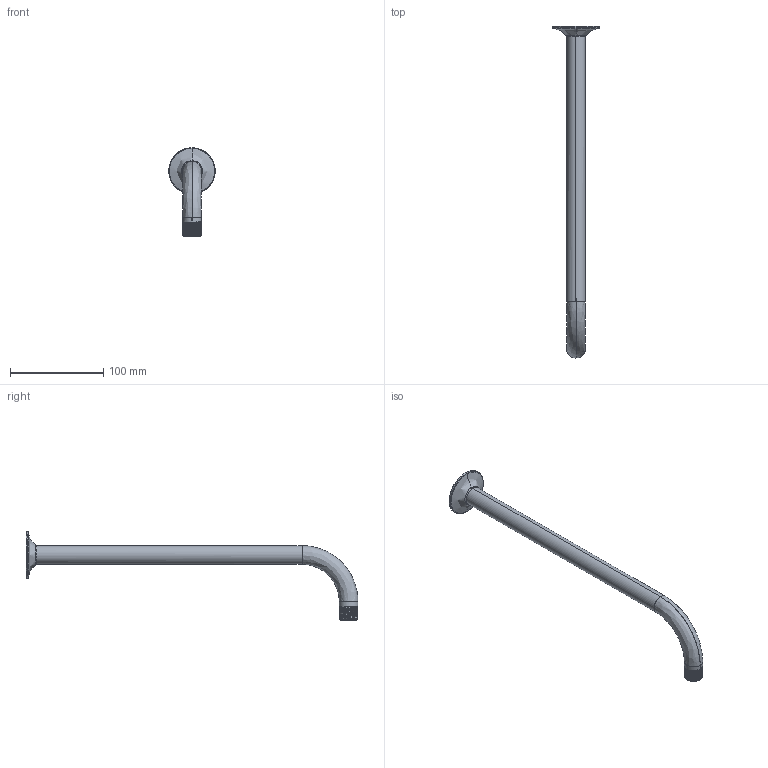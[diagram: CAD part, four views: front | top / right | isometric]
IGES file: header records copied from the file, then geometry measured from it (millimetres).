
Start section:  PTC IGES file: a45515_asm.igs  PTC IGES file: a45615.igs  PTC IGES file: a45652.igs
Global section: file name: 31H; native system: Rhinoceros ( Mar  9 2011 ); preprocessor: Trout Lake IGES 012 Mar  9 2011; date: 140219.123027; units: millimetre
Bounding box: 49.64 x 356.1 x 94.82 mm (x, y, z)
Surface area: 28995.7 mm2 (no closed solid volume)
Topology: 0 solids, 0 shells, 41 faces, 406 edges, 406 vertices
Faces by surface type: bspline 41
